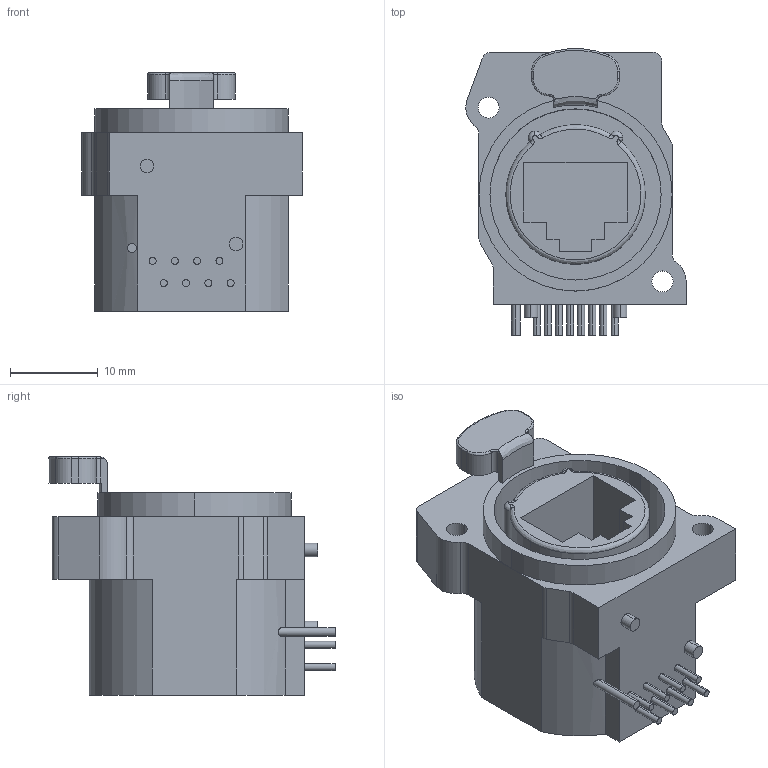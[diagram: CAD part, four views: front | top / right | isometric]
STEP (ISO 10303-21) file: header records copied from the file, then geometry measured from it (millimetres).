
FILE_DESCRIPTION (( 'STEP AP214' ), '1' );
FILE_NAME ('NE8FAH-C5.STEP', '2023-07-14T16:03:17', ( '' ), ( '' ), 'SwSTEP 2.0', 'SolidWorks 2023', '' );
FILE_SCHEMA (( 'AUTOMOTIVE_DESIGN' ));
Length unit declared in the file: inch
Products named in the file (1): NE8FAH-C5
Bounding box: 25.1 x 32.59 x 27.15 mm (x, y, z)
Volume: 9018.9 mm3; surface area: 5608.7 mm2
Topology: 1 solids, 1 shells, 132 faces, 326 edges, 207 vertices
Faces by surface type: cylinder 63, plane 51, bspline 14, torus 4
Entity records: 4280 total; most frequent: CARTESIAN_POINT 1112, DIRECTION 679, ORIENTED_EDGE 644, EDGE_CURVE 322, AXIS2_PLACEMENT_3D 260, VERTEX_POINT 207, LINE 159, VECTOR 159
